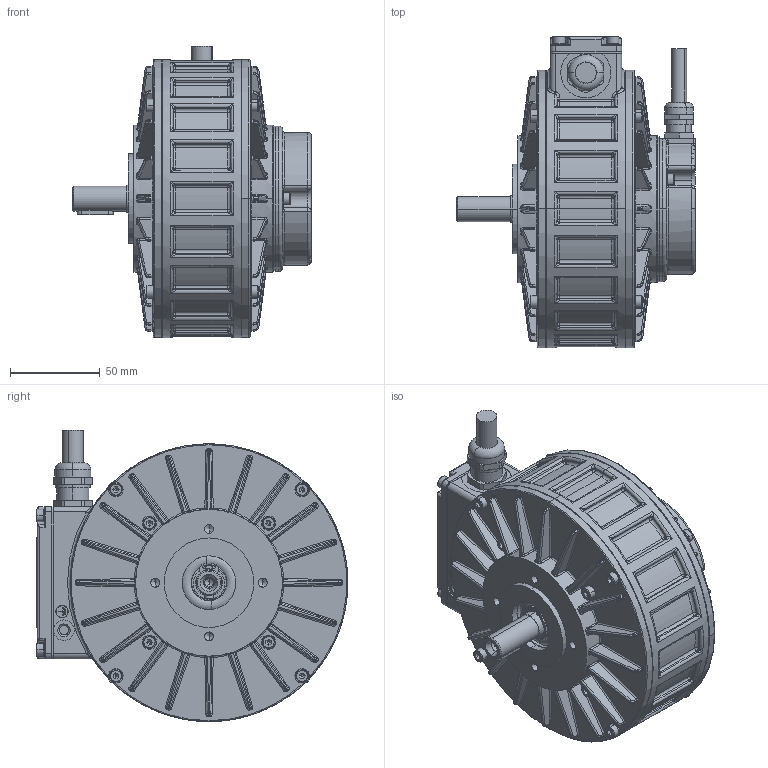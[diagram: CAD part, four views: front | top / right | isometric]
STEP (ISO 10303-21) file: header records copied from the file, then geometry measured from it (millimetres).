
FILE_DESCRIPTION (( 'STEP AP214' ), '1' );
FILE_NAME ('793-00-00_-0000.STEP', '2012-09-24T14:58:45', ( '' ), ( '' ), 'SwSTEP 2.0', 'SolidWorks 2010', '' );
FILE_SCHEMA (( 'AUTOMOTIVE_DESIGN' ));
Length unit declared in the file: millimetre
Products named in the file (29): Gehäusering_M16x1,5-+-793-28-000-0100_-_PDB_793-28-000-0100; Gehäusering_bea_-+-793-28-000-00_-_PDB_793-28-000-00; Gehäusering_roh-+-793-28-000-98_-_PDB_793-28-000-98; B-Lagerschild_bea___RLS-Geber_8Bi-+-793-17-000-0208_-_PDB_793-17-000-0208; Klemmkastendeckel_bea_-+-793-21-000-00_-_PDB_793-21-000-00; Deckel__RLS__8_Bit-+-790-21-000-00_-_PDB_790-21-000-00; Sensoranschlußkabel-+-793-00-002-..SK_-_PDB_793-00-002-08..; Kabelverschraubung_M12x1_5-+-001-16-049-00_ _PDB_001-16-049-00; Tellerfeder_DIN2093-+-001-04-045-00_-_PDB_001-04-045-00; Kugellager_DIN625-+-001-08-006-09_-_PDB_001-08-006-09; Motoranschlußkabel-+-793-00-002-..MK_-_PDB_793-00-002-08..; A-Lagerschild_bea_-+-793-16-000-0008_-_PDB_793-16-000-0008; Welle__RLS_-+-793-23-000-0208_-_PDB_793-23-000-0208; Flachdichtung_Klemmkasten-+-793-54-000-00_-_PDB_793-54-000-00; Kabelverschraubung_M16x1_5-+-001-16-059-01_ _PDB_001-16-059-01; Paßfeder_DIN6885-A5x5x20-+-001-13-003-01_ _PDB_001-13-003-01; Sicherungsring_DIN471_15x1-+-001-07-021-00_ _PDB_001-07-021-00; Sicherungsring_DIN472-35x1_5_A2-+-001-07-012-01_-_PDB_001-07-012-01; Kugellager_DIN625-6202-2NSE-+-001-08-007-10_-_PDB_001-08-007-10; Schnorrsicherung_S4-A2-+-001-05-009-01_-_PDB_001-05-009-01; Zyl_schr__DIN-EN-ISO4762-M4x14-A2-+-001-01-006-43_-_PDB_001-01-006-43; Flachdichtung_Lagerschild-+-793-54-001-00_-_PDB_793-54-001-00; Flachdichtung_Sensordeckel-+-794-54-003-00_-_PDB_794-54-003-00; Zylinderschraube_DIN-EN-ISO4762-M4x-+-001-01-006-37_-_PDB_001-01-006-37; Typenschild_groß-+-790-53-000-01_-_PDB_790-53-000-01; Typenschild_zur_Beschriftung-+-010-31-017-07_-_PDB_010-31-017-07; Zylinderschraube_DIN-EN-ISO4762-M4x-+-001-01-006-36_-_PDB_001-01-006-36; Scheibe_DIN125-A4,3-A2-+-001-03-034-03_-_PDB_001-03-034-03; 793-00-00_-0000
Assembly tree (77 placements, depth 4):
  793-00-00_-0000
    Gehäusering_M16x1,5-+-793-28-000-0100_-_PDB_793-28-000-0100
      Gehäusering_bea_-+-793-28-000-00_-_PDB_793-28-000-00
        Gehäusering_roh-+-793-28-000-98_-_PDB_793-28-000-98
    Schnorrsicherung_S4-A2-+-001-05-009-01_-_PDB_001-05-009-01  x19
    Zylinderschraube_DIN-EN-ISO4762-M4x-+-001-01-006-37_-_PDB_001-01-006-37  x15
    Deckel__RLS__8_Bit-+-790-21-000-00_-_PDB_790-21-000-00
    Tellerfeder_DIN2093-+-001-04-045-00_-_PDB_001-04-045-00  x4
    Sicherungsring_DIN472-35x1_5_A2-+-001-07-012-01_-_PDB_001-07-012-01
    Flachdichtung_Lagerschild-+-793-54-001-00_-_PDB_793-54-001-00  x2
    A-Lagerschild_bea_-+-793-16-000-0008_-_PDB_793-16-000-0008
    Zyl_schr__DIN-EN-ISO4762-M4x14-A2-+-001-01-006-43_-_PDB_001-01-006-43  x8
    Sensoranschlußkabel-+-793-00-002-..SK_-_PDB_793-00-002-08..
    Scheibe_DIN125-A4,3-A2-+-001-03-034-03_-_PDB_001-03-034-03  x6
    Welle__RLS_-+-793-23-000-0208_-_PDB_793-23-000-0208
    Kabelverschraubung_M12x1_5-+-001-16-049-00_ _PDB_001-16-049-00
    Flachdichtung_Klemmkasten-+-793-54-000-00_-_PDB_793-54-000-00
    Zylinderschraube_DIN-EN-ISO4762-M4x-+-001-01-006-36_-_PDB_001-01-006-36  x2
    Kugellager_DIN625-+-001-08-006-09_-_PDB_001-08-006-09
    Typenschild_groß-+-790-53-000-01_-_PDB_790-53-000-01
      Typenschild_zur_Beschriftung-+-010-31-017-07_-_PDB_010-31-017-07
    Kabelverschraubung_M16x1_5-+-001-16-059-01_ _PDB_001-16-059-01
    Flachdichtung_Sensordeckel-+-794-54-003-00_-_PDB_794-54-003-00
    Motoranschlußkabel-+-793-00-002-..MK_-_PDB_793-00-002-08..
    Kugellager_DIN625-6202-2NSE-+-001-08-007-10_-_PDB_001-08-007-10
    B-Lagerschild_bea___RLS-Geber_8Bi-+-793-17-000-0208_-_PDB_793-17-000-0208
    Sicherungsring_DIN471_15x1-+-001-07-021-00_ _PDB_001-07-021-00
    Klemmkastendeckel_bea_-+-793-21-000-00_-_PDB_793-21-000-00
    Paßfeder_DIN6885-A5x5x20-+-001-13-003-01_ _PDB_001-13-003-01
Bounding box: 133.1 x 174 x 162.5 mm (x, y, z)
Volume: 556527.7 mm3; surface area: 259445.2 mm2
Topology: 74 solids, 74 shells, 4533 faces, 10867 edges, 6475 vertices
Faces by surface type: plane 1576, cylinder 1334, bspline 830, torus 429, cone 184, sphere 180
Entity records: 164951 total; most frequent: CARTESIAN_POINT 58347, ORIENTED_EDGE 18078, DIRECTION 16417, EDGE_CURVE 9039, AXIS2_PLACEMENT_3D 6069, VERTEX_POINT 5503, VECTOR 4279, LINE 4279
